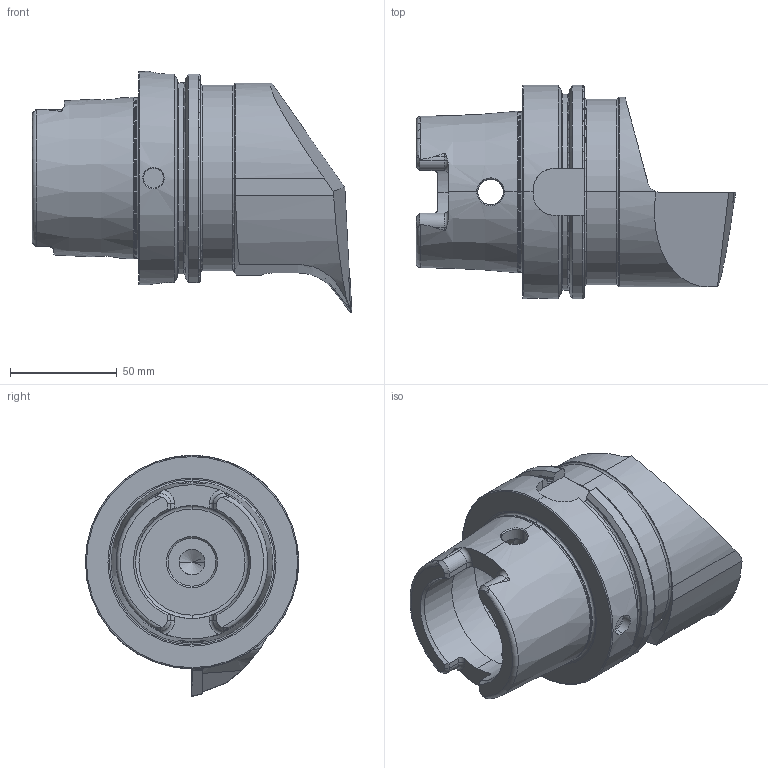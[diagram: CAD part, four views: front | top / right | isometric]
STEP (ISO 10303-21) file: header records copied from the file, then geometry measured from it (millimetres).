
FILE_DESCRIPTION (( 'STEP AP203' ), '1' );
FILE_NAME ('HA0.KVB.RUA.100.STEP', '2011-07-12T13:29:15', ( 'baer' ), ( 'Hewlett-Packard Company' ), 'SwSTEP 2.0', 'SolidWorks 2009', '' );
FILE_SCHEMA (( 'CONFIG_CONTROL_DESIGN' ));
Length unit declared in the file: millimetre
Products named in the file (5): HA0.KVB.RUA.100; HA0-KVB.RUA.100_A_Fertigbearbeitung; VCMT160404; WCB-ER2.001.009_A; KVT_MB_600_050
Assembly tree (4 placements, depth 2):
  HA0.KVB.RUA.100
    VCMT160404
    KVT_MB_600_050
    WCB-ER2.001.009_A
    HA0-KVB.RUA.100_A_Fertigbearbeitung
Bounding box: 149.9 x 100 x 113.03 mm (x, y, z)
Volume: 515518.3 mm3; surface area: 67193 mm2
Topology: 5 solids, 5 shells, 311 faces, 795 edges, 487 vertices
Faces by surface type: cylinder 89, cone 79, plane 78, torus 41, bspline 20, sphere 4
Entity records: 12100 total; most frequent: CARTESIAN_POINT 4425, ORIENTED_EDGE 1560, DIRECTION 1444, EDGE_CURVE 780, AXIS2_PLACEMENT_3D 581, VERTEX_POINT 484, EDGE_LOOP 326, ADVANCED_FACE 311
